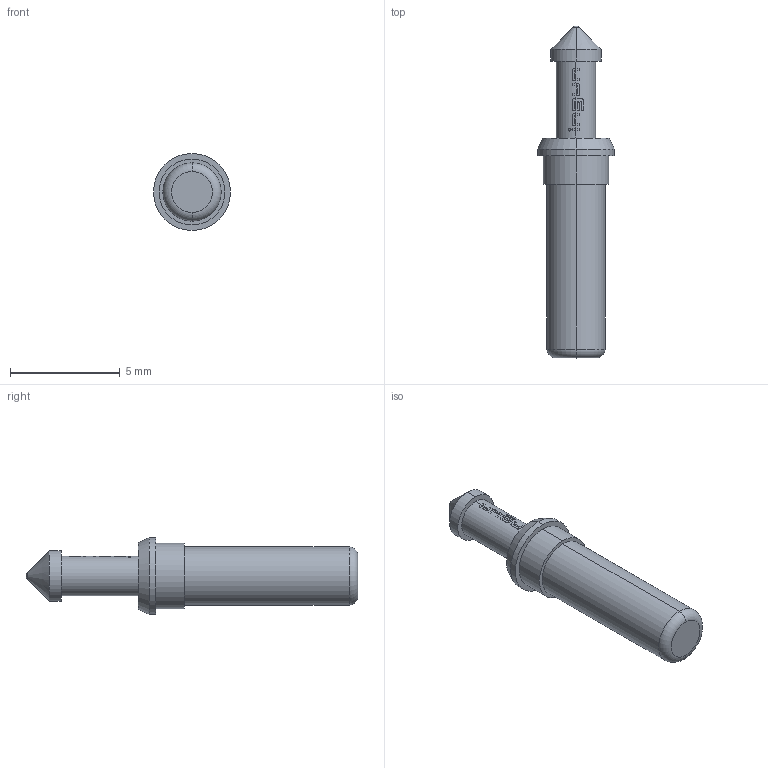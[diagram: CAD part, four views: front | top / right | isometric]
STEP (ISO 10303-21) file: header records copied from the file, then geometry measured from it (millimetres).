
FILE_DESCRIPTION (( 'STEP AP203' ), '1' );
FILE_NAME ('INGUN_GKS-913_308_230_R_xx02_Z.STEP', '2021-09-20T09:08:10', ( 'ochi' ), ( '' ), 'SwSTEP 2.0', 'SolidWorks 2018', '' );
FILE_SCHEMA (( 'CONFIG_CONTROL_DESIGN' ));
Length unit declared in the file: millimetre
Products named in the file (1): INGUN_GKS-913_308_230_R_xx02_Z
Bounding box: 3.5 x 15.1 x 3.5 mm (x, y, z)
Volume: 72.3 mm3; surface area: 131 mm2
Topology: 1 solids, 1 shells, 104 faces, 286 edges, 189 vertices
Faces by surface type: bspline 37, plane 30, cylinder 29, cone 4, sphere 2, torus 2
Entity records: 4429 total; most frequent: CARTESIAN_POINT 2225, ORIENTED_EDGE 572, EDGE_CURVE 286, DIRECTION 232, B_SPLINE_CURVE_WITH_KNOTS 222, VERTEX_POINT 189, EDGE_LOOP 109, ADVANCED_FACE 104
